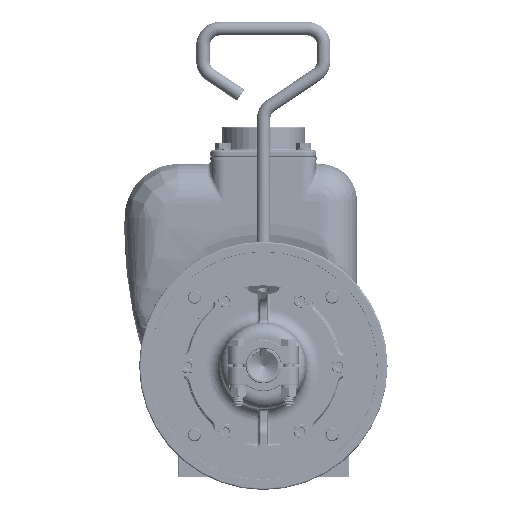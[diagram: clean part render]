
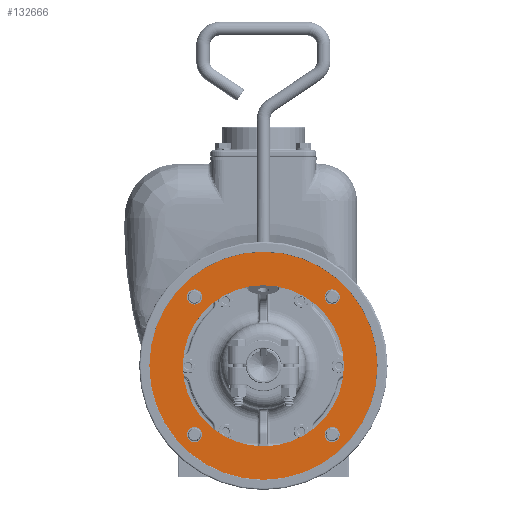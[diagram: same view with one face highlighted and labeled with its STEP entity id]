
A CAD part, top view. The second image highlights one B-rep face of the part: STEP entity #132666.
In plain terms, the highlighted face is planar.
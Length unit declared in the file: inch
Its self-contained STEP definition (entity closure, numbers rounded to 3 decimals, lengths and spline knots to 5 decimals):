
#132571=CARTESIAN_POINT('',(3.362,4.245,0.));
#132572=VERTEX_POINT('',#132571);
#132573=CARTESIAN_POINT('',(3.362,0.0,0.0));
#132574=DIRECTION('',(-1.0,0.0,0.0));
#132575=DIRECTION('',(0.0,-1.0,0.0));
#132576=AXIS2_PLACEMENT_3D('',#132573,#132574,#132575);
#132577=CIRCLE('',#132576,4.245);
#132578=EDGE_CURVE('',#132572,#132572,#132577,.T.);
#132603=CARTESIAN_POINT('',(3.362,2.1275,0.0));
#132604=DIRECTION('',(1.0,0.0,0.0));
#132605=DIRECTION('',(0.0,0.0,-1.0));
#132606=AXIS2_PLACEMENT_3D('',#132603,#132604,#132605);
#132607=PLANE('',#132606);
#132608=ORIENTED_EDGE('',*,*,#132578,.F.);
#132609=EDGE_LOOP('',(#132608));
#132610=FACE_OUTER_BOUND('',#132609,.T.);
#132611=CARTESIAN_POINT('',(3.362,-3.0,0.));
#132612=VERTEX_POINT('',#132611);
#132613=CARTESIAN_POINT('',(3.362,0.0,0.0));
#132614=DIRECTION('',(-1.0,0.0,0.0));
#132615=DIRECTION('',(0.0,1.0,0.0));
#132616=AXIS2_PLACEMENT_3D('',#132613,#132614,#132615);
#132617=CIRCLE('',#132616,3.0);
#132618=EDGE_CURVE('',#132612,#132612,#132617,.T.);
#132619=ORIENTED_EDGE('',*,*,#132618,.T.);
#132620=EDGE_LOOP('',(#132619));
#132621=FACE_BOUND('',#132620,.T.);
#132622=CARTESIAN_POINT('',(3.362,2.28226,2.56326));
#132623=VERTEX_POINT('',#132622);
#132624=CARTESIAN_POINT('',(3.362,2.56326,2.56326));
#132625=DIRECTION('',(-1.0,0.0,0.0));
#132626=DIRECTION('',(0.0,1.0,0.0));
#132627=AXIS2_PLACEMENT_3D('',#132624,#132625,#132626);
#132628=CIRCLE('',#132627,0.281);
#132629=EDGE_CURVE('',#132623,#132623,#132628,.T.);
#132630=ORIENTED_EDGE('',*,*,#132629,.T.);
#132631=EDGE_LOOP('',(#132630));
#132632=FACE_BOUND('',#132631,.T.);
#132633=CARTESIAN_POINT('',(3.362,2.28226,-2.56326));
#132634=VERTEX_POINT('',#132633);
#132635=CARTESIAN_POINT('',(3.362,2.56326,-2.56326));
#132636=DIRECTION('',(-1.0,0.0,0.0));
#132637=DIRECTION('',(0.0,1.0,0.0));
#132638=AXIS2_PLACEMENT_3D('',#132635,#132636,#132637);
#132639=CIRCLE('',#132638,0.281);
#132640=EDGE_CURVE('',#132634,#132634,#132639,.T.);
#132641=ORIENTED_EDGE('',*,*,#132640,.T.);
#132642=EDGE_LOOP('',(#132641));
#132643=FACE_BOUND('',#132642,.T.);
#132644=CARTESIAN_POINT('',(3.362,-2.84426,-2.56326));
#132645=VERTEX_POINT('',#132644);
#132646=CARTESIAN_POINT('',(3.362,-2.56326,-2.56326));
#132647=DIRECTION('',(-1.0,0.0,0.0));
#132648=DIRECTION('',(0.0,1.0,0.0));
#132649=AXIS2_PLACEMENT_3D('',#132646,#132647,#132648);
#132650=CIRCLE('',#132649,0.281);
#132651=EDGE_CURVE('',#132645,#132645,#132650,.T.);
#132652=ORIENTED_EDGE('',*,*,#132651,.T.);
#132653=EDGE_LOOP('',(#132652));
#132654=FACE_BOUND('',#132653,.T.);
#132655=CARTESIAN_POINT('',(3.362,-2.84426,2.56326));
#132656=VERTEX_POINT('',#132655);
#132657=CARTESIAN_POINT('',(3.362,-2.56326,2.56326));
#132658=DIRECTION('',(-1.0,0.0,0.0));
#132659=DIRECTION('',(0.0,1.0,0.0));
#132660=AXIS2_PLACEMENT_3D('',#132657,#132658,#132659);
#132661=CIRCLE('',#132660,0.281);
#132662=EDGE_CURVE('',#132656,#132656,#132661,.T.);
#132663=ORIENTED_EDGE('',*,*,#132662,.T.);
#132664=EDGE_LOOP('',(#132663));
#132665=FACE_BOUND('',#132664,.T.);
#132666=ADVANCED_FACE('',(#132610,#132621,#132632,#132643,#132654,#132665),#132607,.T.);
